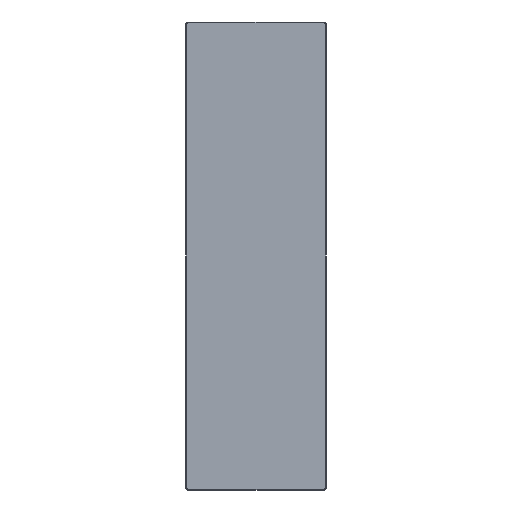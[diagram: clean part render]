
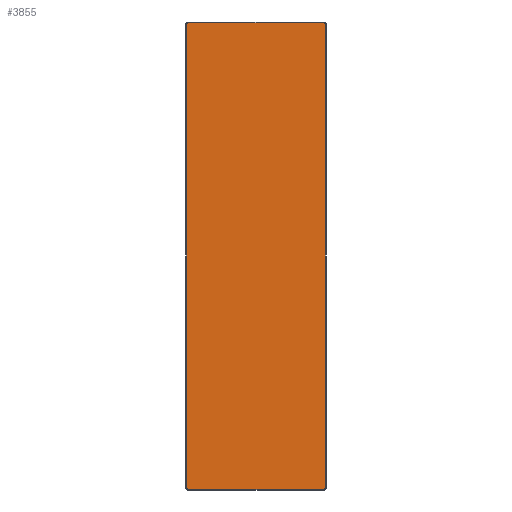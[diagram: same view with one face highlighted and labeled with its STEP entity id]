
A CAD part, left-side view. The second image highlights one B-rep face of the part: STEP entity #3855.
In plain terms, the highlighted planar face has unit normal (-1, 0, 0).
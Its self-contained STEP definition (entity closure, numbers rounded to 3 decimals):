
#246=PLANE('',#4264);
#355=LINE('',#5710,#719);
#357=LINE('',#5730,#721);
#359=LINE('',#5750,#723);
#360=LINE('',#5766,#724);
#719=VECTOR('',#4615,10.);
#721=VECTOR('',#4627,10.);
#723=VECTOR('',#4639,10.);
#724=VECTOR('',#4648,10.);
#1154=FACE_OUTER_BOUND('',#1392,.T.);
#1392=EDGE_LOOP('',(#2714,#2715,#2716,#2717,#2718,#2719,#2720,#2721));
#1631=CIRCLE('',#4239,5.);
#1637=CIRCLE('',#4246,5.);
#1641=CIRCLE('',#4251,5.);
#1645=CIRCLE('',#4256,5.);
#1755=VERTEX_POINT('',#5698);
#1756=VERTEX_POINT('',#5700);
#1758=VERTEX_POINT('',#5706);
#1760=VERTEX_POINT('',#5720);
#1762=VERTEX_POINT('',#5726);
#1764=VERTEX_POINT('',#5740);
#1766=VERTEX_POINT('',#5746);
#1768=VERTEX_POINT('',#5760);
#2099=EDGE_CURVE('',#1755,#1756,#1631,.T.);
#2104=EDGE_CURVE('',#1756,#1758,#355,.T.);
#2107=EDGE_CURVE('',#1758,#1760,#1637,.T.);
#2110=EDGE_CURVE('',#1760,#1762,#357,.T.);
#2113=EDGE_CURVE('',#1762,#1764,#1641,.T.);
#2116=EDGE_CURVE('',#1764,#1766,#359,.T.);
#2119=EDGE_CURVE('',#1766,#1768,#1645,.T.);
#2120=EDGE_CURVE('',#1768,#1755,#360,.T.);
#2714=ORIENTED_EDGE('',*,*,#2099,.F.);
#2715=ORIENTED_EDGE('',*,*,#2120,.F.);
#2716=ORIENTED_EDGE('',*,*,#2119,.F.);
#2717=ORIENTED_EDGE('',*,*,#2116,.F.);
#2718=ORIENTED_EDGE('',*,*,#2113,.F.);
#2719=ORIENTED_EDGE('',*,*,#2110,.F.);
#2720=ORIENTED_EDGE('',*,*,#2107,.F.);
#2721=ORIENTED_EDGE('',*,*,#2104,.F.);
#3855=ADVANCED_FACE('',(#1154),#246,.F.);
#4239=AXIS2_PLACEMENT_3D('',#5701,#4604,#4605);
#4246=AXIS2_PLACEMENT_3D('',#5724,#4620,#4621);
#4251=AXIS2_PLACEMENT_3D('',#5744,#4632,#4633);
#4256=AXIS2_PLACEMENT_3D('',#5764,#4644,#4645);
#4264=AXIS2_PLACEMENT_3D('',#5786,#4669,#4670);
#4604=DIRECTION('center_axis',(1.,0.,0.));
#4605=DIRECTION('ref_axis',(0.,0.707,-0.707));
#4615=DIRECTION('',(0.,0.,1.));
#4620=DIRECTION('center_axis',(1.,0.,0.));
#4621=DIRECTION('ref_axis',(0.,0.707,0.707));
#4627=DIRECTION('',(0.,-1.,0.));
#4632=DIRECTION('center_axis',(1.,0.,0.));
#4633=DIRECTION('ref_axis',(0.,-0.707,0.707));
#4639=DIRECTION('',(0.,0.,-1.));
#4644=DIRECTION('center_axis',(1.,0.,0.));
#4645=DIRECTION('ref_axis',(0.,-0.707,-0.707));
#4648=DIRECTION('',(0.,1.,0.));
#4669=DIRECTION('center_axis',(1.,0.,0.));
#4670=DIRECTION('ref_axis',(0.,0.,-1.));
#5698=CARTESIAN_POINT('',(0.,740.,-2495.));
#5700=CARTESIAN_POINT('',(0.,745.,-2490.));
#5701=CARTESIAN_POINT('Origin',(0.,740.,-2490.));
#5706=CARTESIAN_POINT('',(0.,745.,-10.));
#5710=CARTESIAN_POINT('',(0.,745.,-1875.));
#5720=CARTESIAN_POINT('',(0.,740.,-5.));
#5724=CARTESIAN_POINT('Origin',(0.,740.,-10.));
#5726=CARTESIAN_POINT('',(0.,10.,-5.));
#5730=CARTESIAN_POINT('',(0.,562.5,-5.));
#5740=CARTESIAN_POINT('',(0.,5.,-10.));
#5744=CARTESIAN_POINT('Origin',(0.,10.,-10.));
#5746=CARTESIAN_POINT('',(0.,5.,-2490.));
#5750=CARTESIAN_POINT('',(0.,5.,-625.));
#5760=CARTESIAN_POINT('',(0.,10.,-2495.));
#5764=CARTESIAN_POINT('Origin',(0.,10.,-2490.));
#5766=CARTESIAN_POINT('',(0.,187.5,-2495.));
#5786=CARTESIAN_POINT('Origin',(0.,375.,-1250.));
